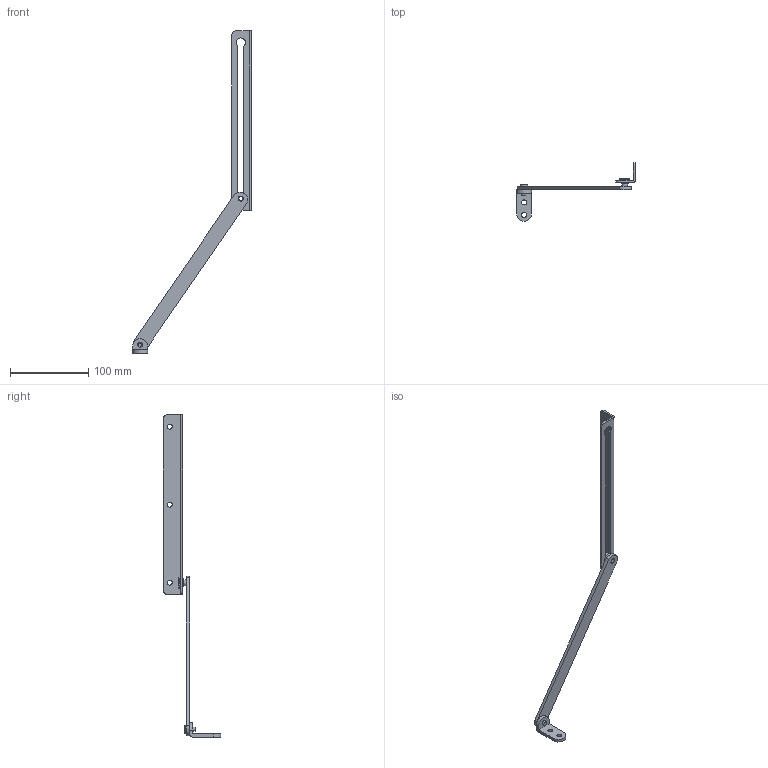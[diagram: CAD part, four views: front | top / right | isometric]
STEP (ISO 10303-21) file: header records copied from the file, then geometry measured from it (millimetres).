
FILE_DESCRIPTION (( 'STEP AP214' ), '1' );
FILE_NAME ('BCO110-M.STEP', '2025-09-11T09:39:38', ( '' ), ( '' ), 'SwSTEP 2.0', 'SolidWorks 2024', '' );
FILE_SCHEMA (( 'AUTOMOTIVE_DESIGN' ));
Length unit declared in the file: millimetre
Products named in the file (1): BCO110-M
Bounding box: 152 x 74 x 413 mm (x, y, z)
Volume: 44862.6 mm3; surface area: 35196.6 mm2
Topology: 3 solids, 3 shells, 65 faces, 160 edges, 106 vertices
Faces by surface type: plane 32, cylinder 32, cone 1
Full cylindrical faces by diameter (mm): 5 x1, 5.2 x1, 6.2 x1, 6.4 x7, 7.5 x1, 10 x1, 11.5 x1
Entity records: 1941 total; most frequent: DIRECTION 342, CARTESIAN_POINT 316, ORIENTED_EDGE 290, EDGE_CURVE 145, AXIS2_PLACEMENT_3D 131, VERTEX_POINT 105, EDGE_LOOP 102, LINE 80
